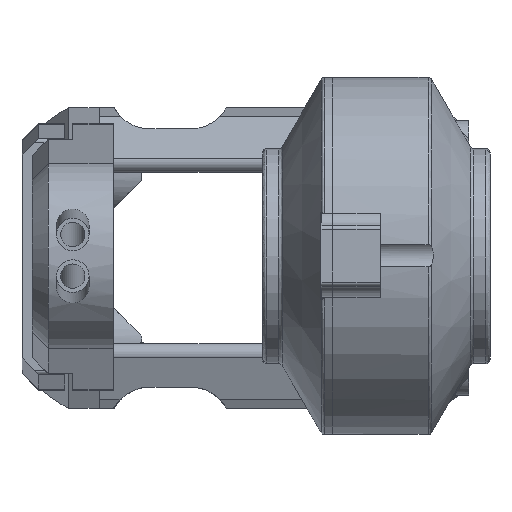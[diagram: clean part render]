
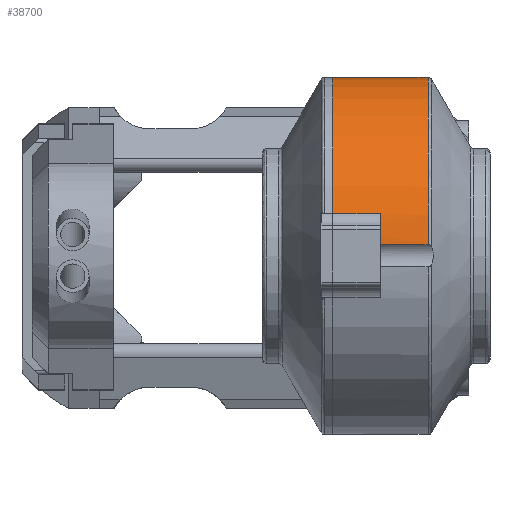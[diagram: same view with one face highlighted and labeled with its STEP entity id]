
A CAD part, top view. The second image highlights one B-rep face of the part: STEP entity #38700.
In plain terms, the highlighted cylindrical face has radius 44 mm (diameter 88 mm), a partial arc.
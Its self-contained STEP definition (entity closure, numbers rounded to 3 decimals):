
#33514 = CYLINDRICAL_SURFACE('',#33515,44.);
#33515 = AXIS2_PLACEMENT_3D('',#33516,#33517,#33518);
#33516 = CARTESIAN_POINT('',(22.5,0.,394.));
#33517 = DIRECTION('',(1.,0.,0.));
#33518 = DIRECTION('',(0.,1.,0.));
#35938 = VERTEX_POINT('',#35939);
#35939 = CARTESIAN_POINT('',(22.5,44.,394.));
#35965 = EDGE_CURVE('',#35938,#35966,#35968,.T.);
#35966 = VERTEX_POINT('',#35967);
#35967 = CARTESIAN_POINT('',(45.992,44.,394.));
#35968 = SURFACE_CURVE('',#35969,(#35973,#35980),.PCURVE_S1.);
#35969 = LINE('',#35970,#35971);
#35970 = CARTESIAN_POINT('',(22.5,44.,394.));
#35971 = VECTOR('',#35972,1.);
#35972 = DIRECTION('',(1.,0.,0.));
#35973 = PCURVE('',#33514,#35974);
#35974 = DEFINITIONAL_REPRESENTATION('',(#35975),#35979);
#35975 = LINE('',#35976,#35977);
#35976 = CARTESIAN_POINT('',(6.283,0.));
#35977 = VECTOR('',#35978,1.);
#35978 = DIRECTION('',(0.,1.));
#35979 = ( GEOMETRIC_REPRESENTATION_CONTEXT(2) 
PARAMETRIC_REPRESENTATION_CONTEXT() REPRESENTATION_CONTEXT('2D SPACE',''
  ) );
#35980 = PCURVE('',#35981,#35986);
#35981 = CYLINDRICAL_SURFACE('',#35982,44.);
#35982 = AXIS2_PLACEMENT_3D('',#35983,#35984,#35985);
#35983 = CARTESIAN_POINT('',(22.5,0.,394.));
#35984 = DIRECTION('',(1.,0.,0.));
#35985 = DIRECTION('',(0.,1.,0.));
#35986 = DEFINITIONAL_REPRESENTATION('',(#35987),#35991);
#35987 = LINE('',#35988,#35989);
#35988 = CARTESIAN_POINT('',(0.,0.));
#35989 = VECTOR('',#35990,1.);
#35990 = DIRECTION('',(0.,1.));
#35991 = ( GEOMETRIC_REPRESENTATION_CONTEXT(2) 
PARAMETRIC_REPRESENTATION_CONTEXT() REPRESENTATION_CONTEXT('2D SPACE',''
  ) );
#36112 = CYLINDRICAL_SURFACE('',#36113,3.75);
#36113 = AXIS2_PLACEMENT_3D('',#36114,#36115,#36116);
#36114 = CARTESIAN_POINT('',(34.25,0.,440.5));
#36115 = DIRECTION('',(-1.,-0.,-0.));
#36116 = DIRECTION('',(0.,1.,0.));
#36138 = PLANE('',#36139);
#36139 = AXIS2_PLACEMENT_3D('',#36140,#36141,#36142);
#36140 = CARTESIAN_POINT('',(34.25,0.,440.298));
#36141 = DIRECTION('',(1.,0.,0.));
#36142 = DIRECTION('',(0.,0.,1.));
#38171 = VERTEX_POINT('',#38172);
#38172 = CARTESIAN_POINT('',(34.25,2.718,437.916));
#38199 = EDGE_CURVE('',#38171,#38200,#38202,.T.);
#38200 = VERTEX_POINT('',#38201);
#38201 = CARTESIAN_POINT('',(34.25,10.366,436.761));
#38202 = SURFACE_CURVE('',#38203,(#38208,#38219),.PCURVE_S1.);
#38203 = CIRCLE('',#38204,44.);
#38204 = AXIS2_PLACEMENT_3D('',#38205,#38206,#38207);
#38205 = CARTESIAN_POINT('',(34.25,0.,394.));
#38206 = DIRECTION('',(-1.,0.,0.));
#38207 = DIRECTION('',(0.,-1.,0.));
#38208 = PCURVE('',#36138,#38209);
#38209 = DEFINITIONAL_REPRESENTATION('',(#38210),#38218);
#38210 = ( BOUNDED_CURVE() B_SPLINE_CURVE(2,(#38211,#38212,#38213,#38214
    ,#38215,#38216,#38217),.UNSPECIFIED.,.T.,.F.) 
B_SPLINE_CURVE_WITH_KNOTS((1,2,2,2,2,1),(-2.094,0.,
    2.094,4.189,6.283,8.378),
.UNSPECIFIED.) CURVE() GEOMETRIC_REPRESENTATION_ITEM() 
RATIONAL_B_SPLINE_CURVE((1.,0.5,1.,0.5,1.,0.5,1.)) REPRESENTATION_ITEM(
  '') );
#38211 = CARTESIAN_POINT('',(-46.298,44.));
#38212 = CARTESIAN_POINT('',(29.913,44.));
#38213 = CARTESIAN_POINT('',(-8.192,-22.));
#38214 = CARTESIAN_POINT('',(-46.298,-88.));
#38215 = CARTESIAN_POINT('',(-84.403,-22.));
#38216 = CARTESIAN_POINT('',(-122.508,44.));
#38217 = CARTESIAN_POINT('',(-46.298,44.));
#38218 = ( GEOMETRIC_REPRESENTATION_CONTEXT(2) 
PARAMETRIC_REPRESENTATION_CONTEXT() REPRESENTATION_CONTEXT('2D SPACE',''
  ) );
#38219 = PCURVE('',#35981,#38220);
#38220 = DEFINITIONAL_REPRESENTATION('',(#38221),#38225);
#38221 = LINE('',#38222,#38223);
#38222 = CARTESIAN_POINT('',(3.142,11.75));
#38223 = VECTOR('',#38224,1.);
#38224 = DIRECTION('',(-1.,0.));
#38225 = ( GEOMETRIC_REPRESENTATION_CONTEXT(2) 
PARAMETRIC_REPRESENTATION_CONTEXT() REPRESENTATION_CONTEXT('2D SPACE',''
  ) );
#38246 = CYLINDRICAL_SURFACE('',#38247,3.75);
#38247 = AXIS2_PLACEMENT_3D('',#38248,#38249,#38250);
#38248 = CARTESIAN_POINT('',(34.25,11.25,440.406));
#38249 = DIRECTION('',(1.,0.,0.));
#38250 = DIRECTION('',(0.,-1.,0.));
#38541 = VERTEX_POINT('',#38542);
#38542 = CARTESIAN_POINT('',(45.992,2.718,
    437.916));
#38594 = SURFACE_OF_REVOLUTION('',#38595,#38600);
#38595 = CIRCLE('',#38596,1.);
#38596 = AXIS2_PLACEMENT_3D('',#38597,#38598,#38599);
#38597 = CARTESIAN_POINT('',(45.992,43.,394.));
#38598 = DIRECTION('',(0.,0.,1.));
#38599 = DIRECTION('',(1.,0.,0.));
#38600 = AXIS1_PLACEMENT('',#38601,#38602);
#38601 = CARTESIAN_POINT('',(31.,0.,394.));
#38602 = DIRECTION('',(1.,0.,0.));
#38629 = EDGE_CURVE('',#38171,#38541,#38630,.T.);
#38630 = SURFACE_CURVE('',#38631,(#38635,#38641),.PCURVE_S1.);
#38631 = LINE('',#38632,#38633);
#38632 = CARTESIAN_POINT('',(22.5,2.718,437.916));
#38633 = VECTOR('',#38634,1.);
#38634 = DIRECTION('',(1.,0.,0.));
#38635 = PCURVE('',#36112,#38636);
#38636 = DEFINITIONAL_REPRESENTATION('',(#38637),#38640);
#38637 = B_SPLINE_CURVE_WITH_KNOTS('',1,(#38638,#38639),.UNSPECIFIED.,
  .F.,.F.,(2,2),(11.75,23.492),.PIECEWISE_BEZIER_KNOTS.);
#38638 = CARTESIAN_POINT('',(-5.523,0.));
#38639 = CARTESIAN_POINT('',(-5.523,-11.742));
#38640 = ( GEOMETRIC_REPRESENTATION_CONTEXT(2) 
PARAMETRIC_REPRESENTATION_CONTEXT() REPRESENTATION_CONTEXT('2D SPACE',''
  ) );
#38641 = PCURVE('',#35981,#38642);
#38642 = DEFINITIONAL_REPRESENTATION('',(#38643),#38646);
#38643 = B_SPLINE_CURVE_WITH_KNOTS('',1,(#38644,#38645),.UNSPECIFIED.,
  .F.,.F.,(2,2),(11.75,23.492),.PIECEWISE_BEZIER_KNOTS.);
#38644 = CARTESIAN_POINT('',(1.509,11.75));
#38645 = CARTESIAN_POINT('',(1.509,23.492));
#38646 = ( GEOMETRIC_REPRESENTATION_CONTEXT(2) 
PARAMETRIC_REPRESENTATION_CONTEXT() REPRESENTATION_CONTEXT('2D SPACE',''
  ) );
#38700 = ADVANCED_FACE('',(#38701),#35981,.F.);
#38701 = FACE_BOUND('',#38702,.F.);
#38702 = EDGE_LOOP('',(#38703,#38704,#38732,#38753,#38754,#38755));
#38703 = ORIENTED_EDGE('',*,*,#35965,.F.);
#38704 = ORIENTED_EDGE('',*,*,#38705,.T.);
#38705 = EDGE_CURVE('',#35938,#38706,#38708,.T.);
#38706 = VERTEX_POINT('',#38707);
#38707 = CARTESIAN_POINT('',(22.5,10.366,436.761));
#38708 = SURFACE_CURVE('',#38709,(#38714,#38721),.PCURVE_S1.);
#38709 = CIRCLE('',#38710,44.);
#38710 = AXIS2_PLACEMENT_3D('',#38711,#38712,#38713);
#38711 = CARTESIAN_POINT('',(22.5,0.,394.));
#38712 = DIRECTION('',(1.,0.,0.));
#38713 = DIRECTION('',(0.,1.,0.));
#38714 = PCURVE('',#35981,#38715);
#38715 = DEFINITIONAL_REPRESENTATION('',(#38716),#38720);
#38716 = LINE('',#38717,#38718);
#38717 = CARTESIAN_POINT('',(0.,0.));
#38718 = VECTOR('',#38719,1.);
#38719 = DIRECTION('',(1.,0.));
#38720 = ( GEOMETRIC_REPRESENTATION_CONTEXT(2) 
PARAMETRIC_REPRESENTATION_CONTEXT() REPRESENTATION_CONTEXT('2D SPACE',''
  ) );
#38721 = PCURVE('',#38722,#38727);
#38722 = CYLINDRICAL_SURFACE('',#38723,44.);
#38723 = AXIS2_PLACEMENT_3D('',#38724,#38725,#38726);
#38724 = CARTESIAN_POINT('',(22.5,0.,394.));
#38725 = DIRECTION('',(-1.,-0.,-0.));
#38726 = DIRECTION('',(0.,1.,0.));
#38727 = DEFINITIONAL_REPRESENTATION('',(#38728),#38731);
#38728 = B_SPLINE_CURVE_WITH_KNOTS('',1,(#38729,#38730),.UNSPECIFIED.,
  .F.,.F.,(2,2),(0.,1.333),.PIECEWISE_BEZIER_KNOTS.);
#38729 = CARTESIAN_POINT('',(0.,0.));
#38730 = CARTESIAN_POINT('',(-1.333,0.));
#38731 = ( GEOMETRIC_REPRESENTATION_CONTEXT(2) 
PARAMETRIC_REPRESENTATION_CONTEXT() REPRESENTATION_CONTEXT('2D SPACE',''
  ) );
#38732 = ORIENTED_EDGE('',*,*,#38733,.F.);
#38733 = EDGE_CURVE('',#38200,#38706,#38734,.T.);
#38734 = SURFACE_CURVE('',#38735,(#38739,#38746),.PCURVE_S1.);
#38735 = LINE('',#38736,#38737);
#38736 = CARTESIAN_POINT('',(34.25,10.366,436.761));
#38737 = VECTOR('',#38738,1.);
#38738 = DIRECTION('',(-1.,0.,0.));
#38739 = PCURVE('',#35981,#38740);
#38740 = DEFINITIONAL_REPRESENTATION('',(#38741),#38745);
#38741 = LINE('',#38742,#38743);
#38742 = CARTESIAN_POINT('',(1.333,11.75));
#38743 = VECTOR('',#38744,1.);
#38744 = DIRECTION('',(0.,-1.));
#38745 = ( GEOMETRIC_REPRESENTATION_CONTEXT(2) 
PARAMETRIC_REPRESENTATION_CONTEXT() REPRESENTATION_CONTEXT('2D SPACE',''
  ) );
#38746 = PCURVE('',#38246,#38747);
#38747 = DEFINITIONAL_REPRESENTATION('',(#38748),#38752);
#38748 = LINE('',#38749,#38750);
#38749 = CARTESIAN_POINT('',(-4.95,0.));
#38750 = VECTOR('',#38751,1.);
#38751 = DIRECTION('',(-0.,-1.));
#38752 = ( GEOMETRIC_REPRESENTATION_CONTEXT(2) 
PARAMETRIC_REPRESENTATION_CONTEXT() REPRESENTATION_CONTEXT('2D SPACE',''
  ) );
#38753 = ORIENTED_EDGE('',*,*,#38199,.F.);
#38754 = ORIENTED_EDGE('',*,*,#38629,.T.);
#38755 = ORIENTED_EDGE('',*,*,#38756,.F.);
#38756 = EDGE_CURVE('',#35966,#38541,#38757,.T.);
#38757 = SURFACE_CURVE('',#38758,(#38763,#38770),.PCURVE_S1.);
#38758 = CIRCLE('',#38759,44.);
#38759 = AXIS2_PLACEMENT_3D('',#38760,#38761,#38762);
#38760 = CARTESIAN_POINT('',(45.992,0.,394.));
#38761 = DIRECTION('',(1.,0.,0.));
#38762 = DIRECTION('',(0.,1.,0.));
#38763 = PCURVE('',#35981,#38764);
#38764 = DEFINITIONAL_REPRESENTATION('',(#38765),#38769);
#38765 = LINE('',#38766,#38767);
#38766 = CARTESIAN_POINT('',(0.,23.492));
#38767 = VECTOR('',#38768,1.);
#38768 = DIRECTION('',(1.,0.));
#38769 = ( GEOMETRIC_REPRESENTATION_CONTEXT(2) 
PARAMETRIC_REPRESENTATION_CONTEXT() REPRESENTATION_CONTEXT('2D SPACE',''
  ) );
#38770 = PCURVE('',#38594,#38771);
#38771 = DEFINITIONAL_REPRESENTATION('',(#38772),#38776);
#38772 = LINE('',#38773,#38774);
#38773 = CARTESIAN_POINT('',(0.,1.571));
#38774 = VECTOR('',#38775,1.);
#38775 = DIRECTION('',(1.,0.));
#38776 = ( GEOMETRIC_REPRESENTATION_CONTEXT(2) 
PARAMETRIC_REPRESENTATION_CONTEXT() REPRESENTATION_CONTEXT('2D SPACE',''
  ) );
